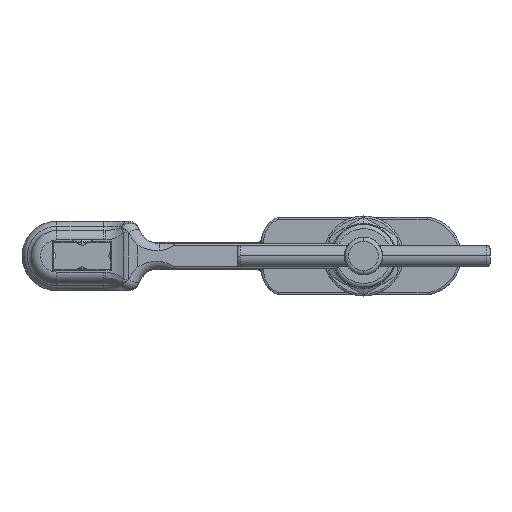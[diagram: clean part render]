
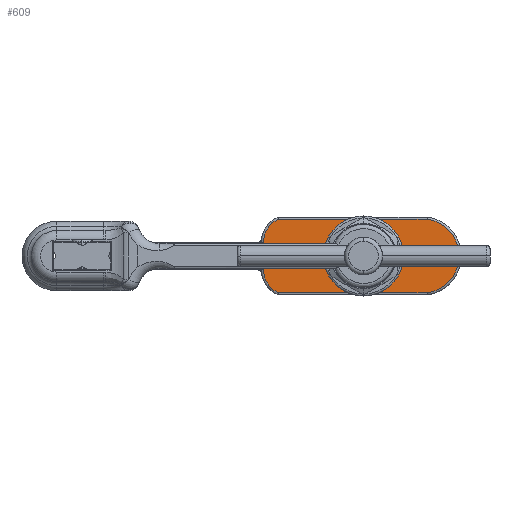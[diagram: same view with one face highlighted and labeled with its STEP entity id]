
A CAD part, front view. The second image highlights one B-rep face of the part: STEP entity #609.
In plain terms, the highlighted planar face has unit normal (0, -1, 0).
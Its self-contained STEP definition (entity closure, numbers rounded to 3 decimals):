
#609 = ADVANCED_FACE ( 'NONE', ( #12551 ), #1596, .T. ) ;
#732 = DIRECTION ( 'NONE',  ( -1., 0., 0. ) ) ;
#1056 = ORIENTED_EDGE ( 'NONE', *, *, #15871, .T. ) ;
#1067 = CARTESIAN_POINT ( 'NONE',  ( 98.037, 589.5, 6.441 ) ) ;
#1524 = VERTEX_POINT ( 'NONE', #4926 ) ;
#1596 = PLANE ( 'NONE',  #10471 ) ;
#1953 = VERTEX_POINT ( 'NONE', #15094 ) ;
#2073 = CARTESIAN_POINT ( 'NONE',  ( 98.037, 589.5, -17.5 ) ) ;
#2475 = VECTOR ( 'NONE', #10282, 1000. ) ;
#3383 = CARTESIAN_POINT ( 'NONE',  ( 161.148, 589.5, 0. ) ) ;
#3554 = EDGE_LOOP ( 'NONE', ( #12997, #8102, #1056, #7893, #15991, #15702, #11576 ) ) ;
#4277 = AXIS2_PLACEMENT_3D ( 'NONE', #1067, #13573, #17422 ) ;
#4561 = CARTESIAN_POINT ( 'NONE',  ( 163.624, 589.5, -17.5 ) ) ;
#4926 = CARTESIAN_POINT ( 'NONE',  ( 163.624, 589.5, 17.5 ) ) ;
#5274 = CIRCLE ( 'NONE', #16504, 17.674 ) ;
#5587 = VERTEX_POINT ( 'NONE', #8743 ) ;
#6086 = VECTOR ( 'NONE', #732, 1000. ) ;
#6132 = DIRECTION ( 'NONE',  ( 1., 0., 0. ) ) ;
#6198 = DIRECTION ( 'NONE',  ( 0., -1., 0. ) ) ;
#6459 = CARTESIAN_POINT ( 'NONE',  ( 161.148, 589.5, 0. ) ) ;
#6573 = DIRECTION ( 'NONE',  ( 1., 0., 0. ) ) ;
#6710 = DIRECTION ( 'NONE',  ( 1., 0., 0. ) ) ;
#6882 = VERTEX_POINT ( 'NONE', #17116 ) ;
#6897 = CARTESIAN_POINT ( 'NONE',  ( 98.037, 589.5, -6.441 ) ) ;
#7495 = AXIS2_PLACEMENT_3D ( 'NONE', #6459, #17468, #6573 ) ;
#7823 = CARTESIAN_POINT ( 'NONE',  ( 178.823, 589.5, 0. ) ) ;
#7893 = ORIENTED_EDGE ( 'NONE', *, *, #14473, .T. ) ;
#8102 = ORIENTED_EDGE ( 'NONE', *, *, #16861, .T. ) ;
#8475 = VERTEX_POINT ( 'NONE', #17094 ) ;
#8652 = LINE ( 'NONE', #2073, #2475 ) ;
#8743 = CARTESIAN_POINT ( 'NONE',  ( 86., 589.5, 6.498 ) ) ;
#9453 = VECTOR ( 'NONE', #16183, 1000. ) ;
#10282 = DIRECTION ( 'NONE',  ( 1., 0., 0. ) ) ;
#10471 = AXIS2_PLACEMENT_3D ( 'NONE', #13666, #10982, #12419 ) ;
#10509 = VERTEX_POINT ( 'NONE', #4561 ) ;
#10517 = DIRECTION ( 'NONE',  ( 0., -1., 0. ) ) ;
#10658 = VERTEX_POINT ( 'NONE', #7823 ) ;
#10982 = DIRECTION ( 'NONE',  ( 0., -1., 0. ) ) ;
#11209 = CIRCLE ( 'NONE', #7495, 17.674 ) ;
#11218 = CIRCLE ( 'NONE', #4277, 12.037 ) ;
#11576 = ORIENTED_EDGE ( 'NONE', *, *, #15161, .T. ) ;
#11647 = LINE ( 'NONE', #17630, #9453 ) ;
#12419 = DIRECTION ( 'NONE',  ( 1., 0., 0. ) ) ;
#12551 = FACE_OUTER_BOUND ( 'NONE', #3554, .T. ) ;
#12592 = EDGE_CURVE ( 'NONE', #10509, #10658, #11209, .T. ) ;
#12997 = ORIENTED_EDGE ( 'NONE', *, *, #17720, .T. ) ;
#13114 = AXIS2_PLACEMENT_3D ( 'NONE', #6897, #10517, #6710 ) ;
#13166 = CIRCLE ( 'NONE', #13114, 12.037 ) ;
#13573 = DIRECTION ( 'NONE',  ( 0., -1., 0. ) ) ;
#13615 = LINE ( 'NONE', #15714, #6086 ) ;
#13666 = CARTESIAN_POINT ( 'NONE',  ( 98.037, 589.5, -6.441 ) ) ;
#14473 = EDGE_CURVE ( 'NONE', #6882, #10509, #8652, .T. ) ;
#14501 = EDGE_CURVE ( 'NONE', #10658, #1524, #5274, .T. ) ;
#15094 = CARTESIAN_POINT ( 'NONE',  ( 93.284, 589.5, 17.5 ) ) ;
#15161 = EDGE_CURVE ( 'NONE', #1524, #1953, #13615, .T. ) ;
#15702 = ORIENTED_EDGE ( 'NONE', *, *, #14501, .T. ) ;
#15714 = CARTESIAN_POINT ( 'NONE',  ( 98.037, 589.5, 17.5 ) ) ;
#15871 = EDGE_CURVE ( 'NONE', #8475, #6882, #13166, .T. ) ;
#15991 = ORIENTED_EDGE ( 'NONE', *, *, #12592, .T. ) ;
#16183 = DIRECTION ( 'NONE',  ( 0., 0., -1. ) ) ;
#16504 = AXIS2_PLACEMENT_3D ( 'NONE', #3383, #6198, #6132 ) ;
#16861 = EDGE_CURVE ( 'NONE', #5587, #8475, #11647, .T. ) ;
#17094 = CARTESIAN_POINT ( 'NONE',  ( 86., 589.5, -6.498 ) ) ;
#17116 = CARTESIAN_POINT ( 'NONE',  ( 93.284, 589.5, -17.5 ) ) ;
#17422 = DIRECTION ( 'NONE',  ( 1., 0., 0. ) ) ;
#17468 = DIRECTION ( 'NONE',  ( 0., -1., 0. ) ) ;
#17630 = CARTESIAN_POINT ( 'NONE',  ( 86., 589.5, -6.441 ) ) ;
#17720 = EDGE_CURVE ( 'NONE', #1953, #5587, #11218, .T. ) ;
